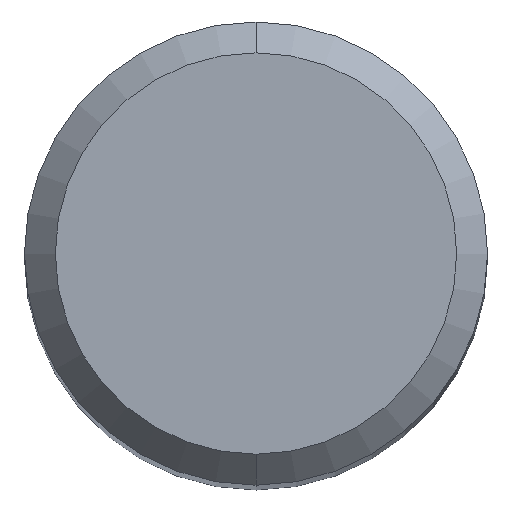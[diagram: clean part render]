
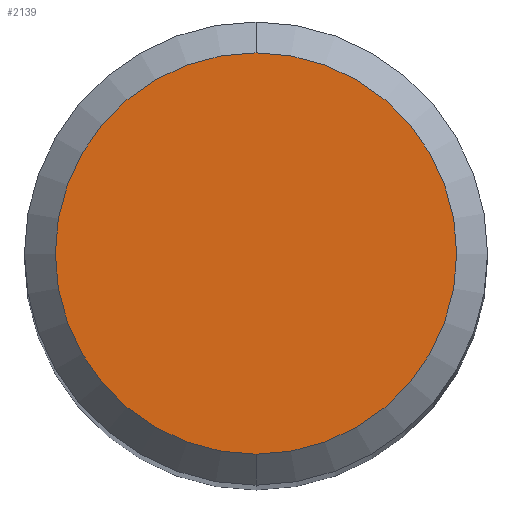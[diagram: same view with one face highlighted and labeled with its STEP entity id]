
A CAD part, top view. The second image highlights one B-rep face of the part: STEP entity #2139.
In plain terms, the highlighted planar face has unit normal (0, 0, 1).
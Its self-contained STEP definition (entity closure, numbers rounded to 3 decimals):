
#1679=EDGE_CURVE('',#2871,#2231,#3999,.T.);
#1787=EDGE_CURVE('',#2231,#2871,#4114,.T.);
#2139=ADVANCED_FACE('',(#4506),#4507,.T.);
#2231=VERTEX_POINT('',#4605);
#2871=VERTEX_POINT('',#5296);
#3999=CIRCLE('',#11628,2.6);
#4114=CIRCLE('',#12444,2.6);
#4506=FACE_OUTER_BOUND('',#16503,.T.);
#4507=PLANE('',#16504);
#4605=CARTESIAN_POINT('',(0.0,2.6,0.0));
#5296=CARTESIAN_POINT('',(0.,-2.6,0.0));
#11628=AXIS2_PLACEMENT_3D('',#29616,#29617,#29618);
#12444=AXIS2_PLACEMENT_3D('',#29699,#29700,#29701);
#16503=EDGE_LOOP('',(#30130,#30131));
#16504=AXIS2_PLACEMENT_3D('',#30132,#30133,#30134);
#29616=CARTESIAN_POINT('',(0.0,0.0,0.0));
#29617=DIRECTION('',(0.0,0.0,-1.0));
#29618=DIRECTION('',(0.0,1.0,0.0));
#29699=CARTESIAN_POINT('',(0.0,0.0,0.0));
#29700=DIRECTION('',(0.0,0.0,-1.0));
#29701=DIRECTION('',(0.0,1.0,0.0));
#30130=ORIENTED_EDGE('',*,*,#1787,.F.);
#30131=ORIENTED_EDGE('',*,*,#1679,.F.);
#30132=CARTESIAN_POINT('',(0.0,1.3,0.0));
#30133=DIRECTION('',(-0.0,0.0,1.0));
#30134=DIRECTION('',(0.0,-1.0,0.0));
